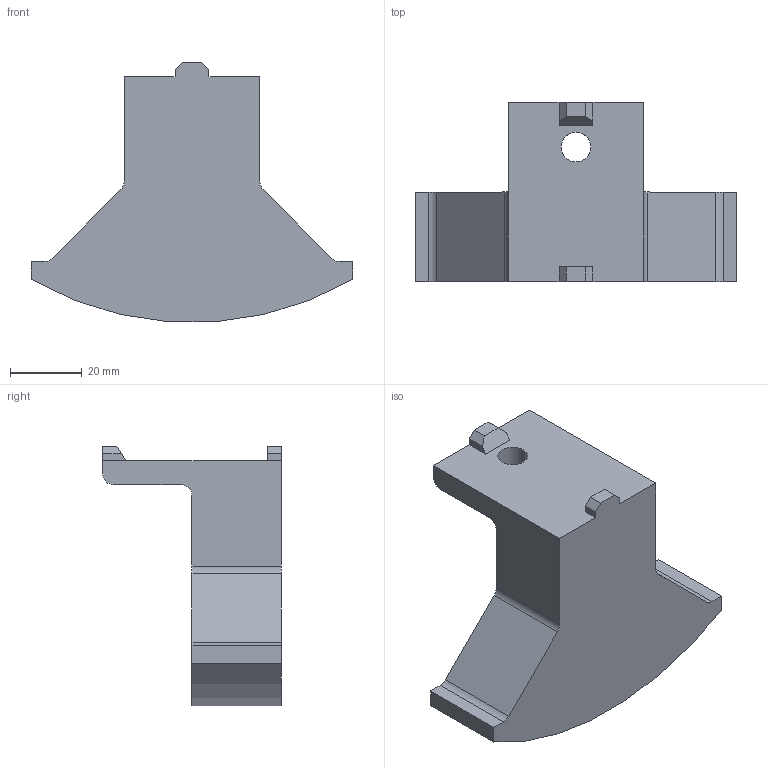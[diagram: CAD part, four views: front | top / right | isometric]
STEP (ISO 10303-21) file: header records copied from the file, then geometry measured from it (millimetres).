
FILE_DESCRIPTION (( 'STEP AP203' ), '1' );
FILE_NAME ('masterSwitch_Striker.STEP', '2025-08-14T20:37:35', ( '' ), ( '' ), 'SwSTEP 2.0', 'SolidWorks 2019', '' );
FILE_SCHEMA (( 'CONFIG_CONTROL_DESIGN' ));
Length unit declared in the file: millimetre
Products named in the file (1): masterSwitch_Striker
Bounding box: 90 x 50 x 72.51 mm (x, y, z)
Volume: 96073.4 mm3; surface area: 16371.7 mm2
Topology: 1 solids, 1 shells, 34 faces, 96 edges, 64 vertices
Faces by surface type: plane 25, cylinder 9
Entity records: 1179 total; most frequent: CARTESIAN_POINT 195, ORIENTED_EDGE 192, DIRECTION 184, EDGE_CURVE 96, LINE 78, VECTOR 78, VERTEX_POINT 64, AXIS2_PLACEMENT_3D 53
